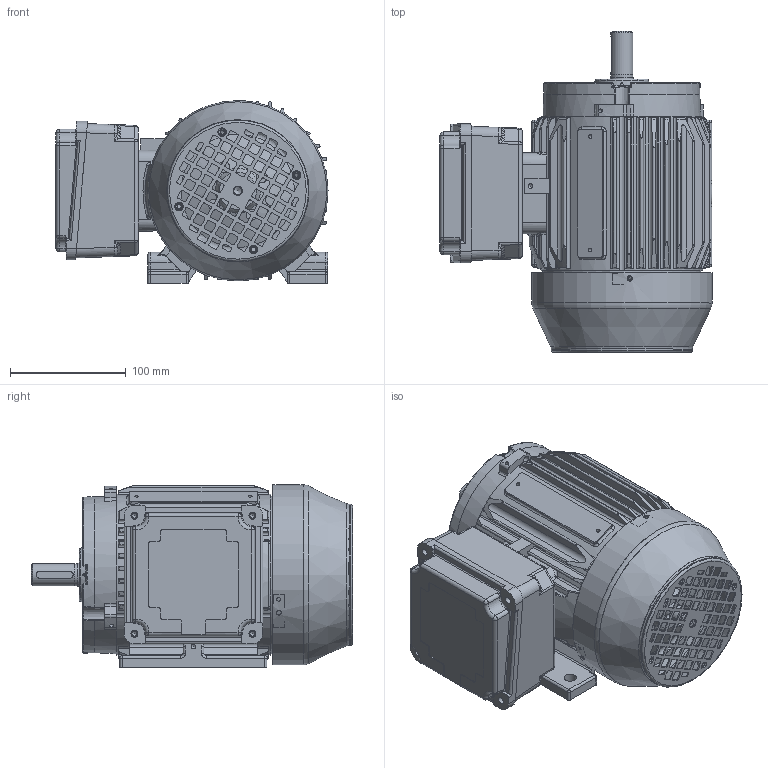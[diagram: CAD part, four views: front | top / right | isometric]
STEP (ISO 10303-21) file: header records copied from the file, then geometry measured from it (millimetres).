
FILE_DESCRIPTION( ( 'Unknown' ), '1' );
FILE_NAME( 'WP-DF80M B3.stp', 'Unknown', ( 'Unknown' ), ( 'Unknown' ), 'PSStep 17.0.49', 'Unknown', ' ' );
FILE_SCHEMA( ( 'AUTOMOTIVE_DESIGN { 1 0 10303 214 1 1 1 1 }' ) );
Length unit declared in the file: millimetre
Products named in the file (2): d80yb000 RG - obrobka
Bounding box: 235.05 x 277.4 x 157.91 mm (x, y, z)
Volume: 1326453.1 mm3; surface area: 516921.4 mm2
Topology: 2 solids, 6 shells, 2282 faces, 6077 edges, 3760 vertices
Faces by surface type: cylinder 860, plane 751, bspline 284, torus 185, cone 128, sphere 74
Full cylindrical faces by diameter (mm): 2.594 x2, 3.2 x2, 3.242 x12, 3.3 x3, 3.6 x4, 4.134 x5, 4.351 x4, 4.5 x3, 5 x1, 5.188 x1, 5.42 x4, 5.8 x8, 6 x8, 6.4 x1, 6.985 x1, 8 x1, 10.5 x4, 16.8 x1, 16.927 x1, 17 x1, 17.2 x1, 18.782 x1, 18.9 x1, 19 x1, 19.655 x1, 19.66 x1, 19.8 x1, 19.854 x1, 19.932 x1, 20 x1
Entity records: 126105 total; most frequent: CARTESIAN_POINT 53654, ORIENTED_EDGE 11390, DIRECTION 11154, EDGE_CURVE 5695, AXIS2_PLACEMENT_3D 4352, VERTEX_POINT 3677, EDGE_LOOP 2705, LINE 2450
